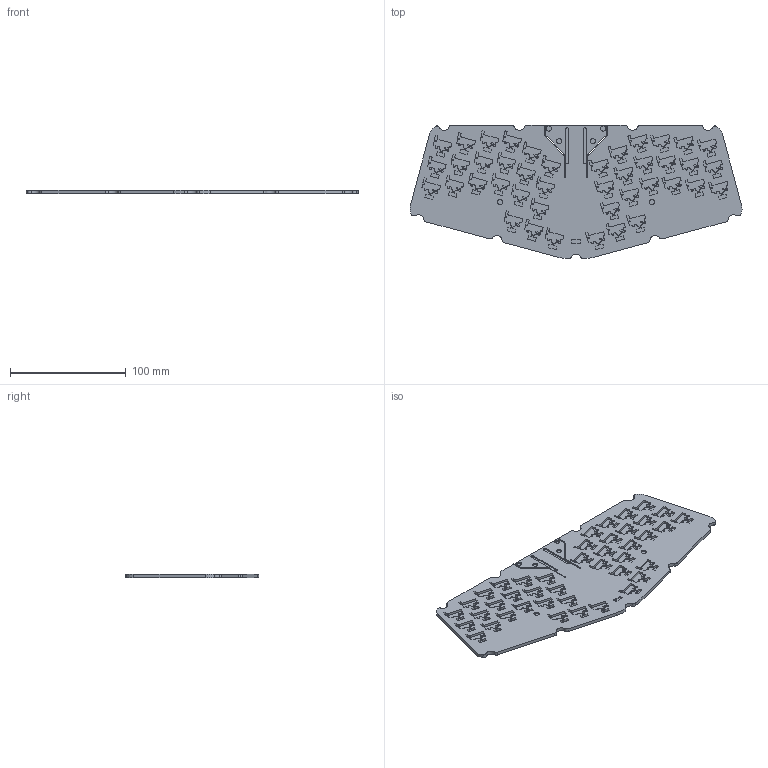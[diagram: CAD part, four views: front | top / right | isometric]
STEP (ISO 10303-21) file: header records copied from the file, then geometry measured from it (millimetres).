
FILE_DESCRIPTION(('FreeCAD Model'),'2;1');
FILE_NAME('Open CASCADE Shape Model','2025-12-02T02:56:42',(''),(''), 'Open CASCADE STEP processor 7.8','FreeCAD','Unknown');
FILE_SCHEMA(('AUTOMOTIVE_DESIGN { 1 0 10303 214 1 1 1 1 }'));
Products named in the file (1): bottom-filler
Bounding box: 286.76 x 115.63 x 3 mm (x, y, z)
Volume: 68541.2 mm3; surface area: 63269.8 mm2
Topology: 1 solids, 1 shells, 2157 faces, 6402 edges, 4296 vertices
Faces by surface type: cylinder 1275, plane 882
Full cylindrical faces by diameter (mm): 4.5 x6
Entity records: 73426 total; most frequent: DIRECTION 13354, CARTESIAN_POINT 12856, ORIENTED_EDGE 12804, EDGE_CURVE 6402, AXIS2_PLACEMENT_3D 4794, VERTEX_POINT 4296, LINE 3766, VECTOR 3766
